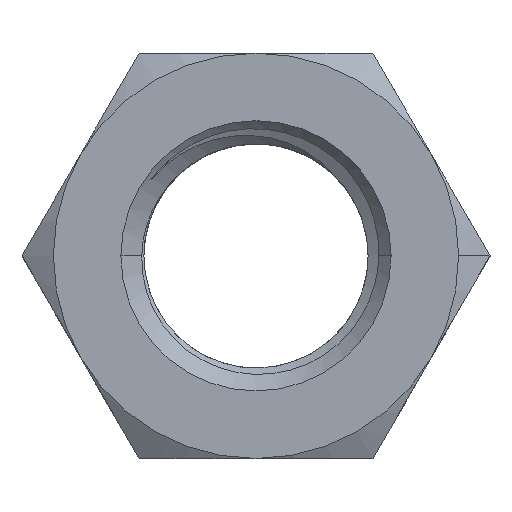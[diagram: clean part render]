
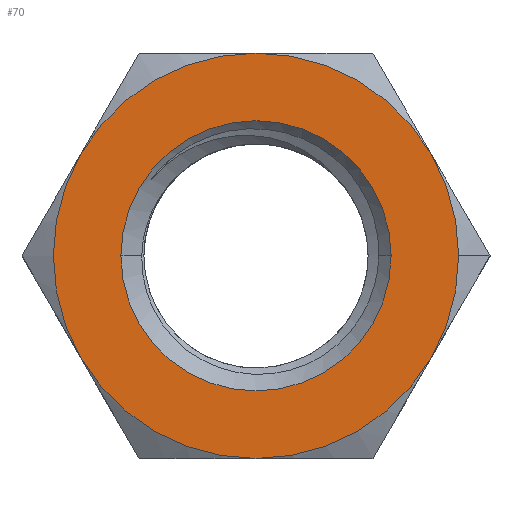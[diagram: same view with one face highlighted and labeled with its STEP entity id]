
A CAD part, top view. The second image highlights one B-rep face of the part: STEP entity #70.
In plain terms, the highlighted planar face has unit normal (0, 0, 1).
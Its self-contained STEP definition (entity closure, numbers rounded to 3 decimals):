
#14 = FACE_BOUND ( 'NONE', #1283, .T. ) ;
#69 = ORIENTED_EDGE ( 'NONE', *, *, #396, .T. ) ;
#70 = ADVANCED_FACE ( 'NONE', ( #14, #639 ), #864, .T. ) ;
#84 = DIRECTION ( 'NONE',  ( 1., 0., 0. ) ) ;
#123 = CARTESIAN_POINT ( 'NONE',  ( -25., 0., 38. ) ) ;
#161 = EDGE_CURVE ( 'NONE', #1015, #1630, #1294, .T. ) ;
#193 = VERTEX_POINT ( 'NONE', #2453 ) ;
#217 = CARTESIAN_POINT ( 'NONE',  ( 32.476, 18.75, 38. ) ) ;
#222 = CARTESIAN_POINT ( 'NONE',  ( 0., 0., 38. ) ) ;
#227 = DIRECTION ( 'NONE',  ( 0., 0., 1. ) ) ;
#251 = VERTEX_POINT ( 'NONE', #2011 ) ;
#305 = ORIENTED_EDGE ( 'NONE', *, *, #161, .T. ) ;
#396 = EDGE_CURVE ( 'NONE', #1681, #2756, #912, .T. ) ;
#407 = EDGE_CURVE ( 'NONE', #1145, #251, #2800, .T. ) ;
#413 = ORIENTED_EDGE ( 'NONE', *, *, #467, .T. ) ;
#428 = CIRCLE ( 'NONE', #765, 37.5 ) ;
#467 = EDGE_CURVE ( 'NONE', #2756, #193, #2045, .T. ) ;
#639 = FACE_OUTER_BOUND ( 'NONE', #1518, .T. ) ;
#655 = VERTEX_POINT ( 'NONE', #1986 ) ;
#674 = CARTESIAN_POINT ( 'NONE',  ( 0., 0., 38. ) ) ;
#675 = AXIS2_PLACEMENT_3D ( 'NONE', #763, #2377, #1445 ) ;
#684 = CARTESIAN_POINT ( 'NONE',  ( 0., 0., 38. ) ) ;
#763 = CARTESIAN_POINT ( 'NONE',  ( 0., 0., 38. ) ) ;
#765 = AXIS2_PLACEMENT_3D ( 'NONE', #2841, #2389, #2425 ) ;
#774 = ORIENTED_EDGE ( 'NONE', *, *, #2370, .T. ) ;
#775 = DIRECTION ( 'NONE',  ( 0., 0., 1. ) ) ;
#818 = DIRECTION ( 'NONE',  ( 0., 0., -1. ) ) ;
#827 = AXIS2_PLACEMENT_3D ( 'NONE', #674, #2247, #2735 ) ;
#864 = PLANE ( 'NONE',  #1493 ) ;
#876 = CARTESIAN_POINT ( 'NONE',  ( 0., 37.5, 38. ) ) ;
#906 = CIRCLE ( 'NONE', #1078, 25. ) ;
#912 = CIRCLE ( 'NONE', #1277, 37.5 ) ;
#992 = EDGE_CURVE ( 'NONE', #1630, #1681, #1315, .T. ) ;
#994 = CARTESIAN_POINT ( 'NONE',  ( 0., 0., 38. ) ) ;
#1015 = VERTEX_POINT ( 'NONE', #217 ) ;
#1055 = CIRCLE ( 'NONE', #827, 37.5 ) ;
#1078 = AXIS2_PLACEMENT_3D ( 'NONE', #1282, #818, #2610 ) ;
#1088 = CIRCLE ( 'NONE', #1434, 37.5 ) ;
#1126 = DIRECTION ( 'NONE',  ( 1., 0., 0. ) ) ;
#1145 = VERTEX_POINT ( 'NONE', #123 ) ;
#1214 = VERTEX_POINT ( 'NONE', #1769 ) ;
#1277 = AXIS2_PLACEMENT_3D ( 'NONE', #2165, #775, #1696 ) ;
#1282 = CARTESIAN_POINT ( 'NONE',  ( 0., 0., 38. ) ) ;
#1283 = EDGE_LOOP ( 'NONE', ( #2351, #2295 ) ) ;
#1294 = CIRCLE ( 'NONE', #2159, 37.5 ) ;
#1315 = CIRCLE ( 'NONE', #1970, 37.5 ) ;
#1341 = DIRECTION ( 'NONE',  ( 1., 0., 0. ) ) ;
#1342 = DIRECTION ( 'NONE',  ( 1., 0., 0. ) ) ;
#1434 = AXIS2_PLACEMENT_3D ( 'NONE', #684, #1808, #1342 ) ;
#1445 = DIRECTION ( 'NONE',  ( 1., 0., 0. ) ) ;
#1493 = AXIS2_PLACEMENT_3D ( 'NONE', #2223, #1738, #2922 ) ;
#1518 = EDGE_LOOP ( 'NONE', ( #2433, #2760, #305, #1592, #69, #413, #774 ) ) ;
#1572 = CARTESIAN_POINT ( 'NONE',  ( 0., 0., 38. ) ) ;
#1592 = ORIENTED_EDGE ( 'NONE', *, *, #992, .T. ) ;
#1630 = VERTEX_POINT ( 'NONE', #876 ) ;
#1681 = VERTEX_POINT ( 'NONE', #2834 ) ;
#1696 = DIRECTION ( 'NONE',  ( 1., 0., 0. ) ) ;
#1738 = DIRECTION ( 'NONE',  ( 0., 0., 1. ) ) ;
#1769 = CARTESIAN_POINT ( 'NONE',  ( 37.5, 0., 38. ) ) ;
#1803 = CARTESIAN_POINT ( 'NONE',  ( -32.476, -18.75, 38. ) ) ;
#1808 = DIRECTION ( 'NONE',  ( 0., 0., 1. ) ) ;
#1970 = AXIS2_PLACEMENT_3D ( 'NONE', #1572, #227, #1126 ) ;
#1986 = CARTESIAN_POINT ( 'NONE',  ( 32.476, -18.75, 38. ) ) ;
#2011 = CARTESIAN_POINT ( 'NONE',  ( 25., 0., 38. ) ) ;
#2045 = CIRCLE ( 'NONE', #2909, 37.5 ) ;
#2051 = DIRECTION ( 'NONE',  ( 0., 0., 1. ) ) ;
#2159 = AXIS2_PLACEMENT_3D ( 'NONE', #222, #2051, #1341 ) ;
#2165 = CARTESIAN_POINT ( 'NONE',  ( 0., 0., 38. ) ) ;
#2223 = CARTESIAN_POINT ( 'NONE',  ( 0., 0., 38. ) ) ;
#2247 = DIRECTION ( 'NONE',  ( 0., 0., 1. ) ) ;
#2295 = ORIENTED_EDGE ( 'NONE', *, *, #407, .T. ) ;
#2351 = ORIENTED_EDGE ( 'NONE', *, *, #2471, .T. ) ;
#2370 = EDGE_CURVE ( 'NONE', #193, #655, #428, .T. ) ;
#2377 = DIRECTION ( 'NONE',  ( 0., 0., -1. ) ) ;
#2389 = DIRECTION ( 'NONE',  ( 0., 0., 1. ) ) ;
#2425 = DIRECTION ( 'NONE',  ( 1., 0., 0. ) ) ;
#2433 = ORIENTED_EDGE ( 'NONE', *, *, #2893, .T. ) ;
#2453 = CARTESIAN_POINT ( 'NONE',  ( 0., -37.5, 38. ) ) ;
#2471 = EDGE_CURVE ( 'NONE', #251, #1145, #906, .T. ) ;
#2581 = DIRECTION ( 'NONE',  ( 0., 0., 1. ) ) ;
#2610 = DIRECTION ( 'NONE',  ( 1., 0., 0. ) ) ;
#2665 = EDGE_CURVE ( 'NONE', #1214, #1015, #1055, .T. ) ;
#2735 = DIRECTION ( 'NONE',  ( 1., 0., 0. ) ) ;
#2756 = VERTEX_POINT ( 'NONE', #1803 ) ;
#2760 = ORIENTED_EDGE ( 'NONE', *, *, #2665, .T. ) ;
#2800 = CIRCLE ( 'NONE', #675, 25. ) ;
#2834 = CARTESIAN_POINT ( 'NONE',  ( -32.476, 18.75, 38. ) ) ;
#2841 = CARTESIAN_POINT ( 'NONE',  ( 0., 0., 38. ) ) ;
#2893 = EDGE_CURVE ( 'NONE', #655, #1214, #1088, .T. ) ;
#2909 = AXIS2_PLACEMENT_3D ( 'NONE', #994, #2581, #84 ) ;
#2922 = DIRECTION ( 'NONE',  ( 1., 0., 0. ) ) ;
